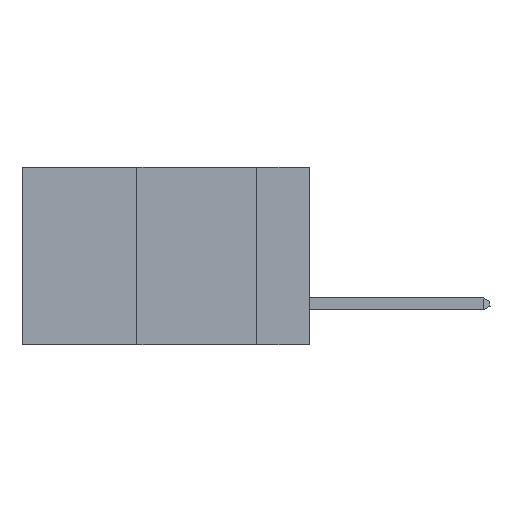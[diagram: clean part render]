
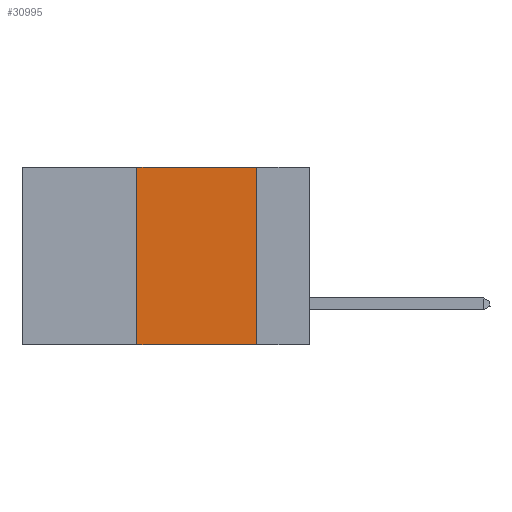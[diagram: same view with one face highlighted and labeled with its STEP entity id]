
A CAD part, left-side view. The second image highlights one B-rep face of the part: STEP entity #30995.
In plain terms, the highlighted planar face has unit normal (-1, 0, 0).
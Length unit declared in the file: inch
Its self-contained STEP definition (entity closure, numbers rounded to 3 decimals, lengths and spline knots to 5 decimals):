
#40 = LINE ( 'NONE', #23516, #8300 ) ;
#954 = FACE_OUTER_BOUND ( 'NONE', #31131, .T. ) ;
#1209 = DIRECTION ( 'NONE',  ( 0., 0., -1. ) ) ;
#2141 = CARTESIAN_POINT ( 'NONE',  ( 0., 0.6, -0.37 ) ) ;
#3267 = EDGE_CURVE ( 'NONE', #7835, #31249, #17883, .T. ) ;
#3334 = VERTEX_POINT ( 'NONE', #21979 ) ;
#3790 = DIRECTION ( 'NONE',  ( 0., 0., 1. ) ) ;
#7111 = DIRECTION ( 'NONE',  ( 0., 0., -1. ) ) ;
#7835 = VERTEX_POINT ( 'NONE', #15950 ) ;
#8300 = VECTOR ( 'NONE', #34238, 39.37008 ) ;
#9420 = LINE ( 'NONE', #2141, #18105 ) ;
#11457 = ORIENTED_EDGE ( 'NONE', *, *, #3267, .F. ) ;
#12304 = ORIENTED_EDGE ( 'NONE', *, *, #27534, .F. ) ;
#12974 = DIRECTION ( 'NONE',  ( 0., -1., 0. ) ) ;
#13217 = CARTESIAN_POINT ( 'NONE',  ( 0., 0.36, 0. ) ) ;
#14068 = ORIENTED_EDGE ( 'NONE', *, *, #28771, .T. ) ;
#14849 = VECTOR ( 'NONE', #3790, 39.37008 ) ;
#15950 = CARTESIAN_POINT ( 'NONE',  ( 0., 0.36, -0.37 ) ) ;
#16153 = VERTEX_POINT ( 'NONE', #21256 ) ;
#16805 = CARTESIAN_POINT ( 'NONE',  ( 0., 0.36, 0. ) ) ;
#17457 = CARTESIAN_POINT ( 'NONE',  ( 0., 0.6, 0. ) ) ;
#17883 = LINE ( 'NONE', #16805, #14849 ) ;
#18105 = VECTOR ( 'NONE', #12974, 39.37008 ) ;
#20481 = PLANE ( 'NONE',  #25342 ) ;
#21241 = LINE ( 'NONE', #34364, #22095 ) ;
#21256 = CARTESIAN_POINT ( 'NONE',  ( 0., 0.11, -0.37 ) ) ;
#21979 = CARTESIAN_POINT ( 'NONE',  ( 0., 0.11, 0. ) ) ;
#22095 = VECTOR ( 'NONE', #7111, 39.37008 ) ;
#23516 = CARTESIAN_POINT ( 'NONE',  ( 0., 0.6, 0. ) ) ;
#25342 = AXIS2_PLACEMENT_3D ( 'NONE', #17457, #31450, #1209 ) ;
#27534 = EDGE_CURVE ( 'NONE', #3334, #16153, #21241, .T. ) ;
#28771 = EDGE_CURVE ( 'NONE', #7835, #16153, #9420, .T. ) ;
#30995 = ADVANCED_FACE ( 'NONE', ( #954 ), #20481, .F. ) ;
#31131 = EDGE_LOOP ( 'NONE', ( #12304, #35495, #11457, #14068 ) ) ;
#31249 = VERTEX_POINT ( 'NONE', #13217 ) ;
#31450 = DIRECTION ( 'NONE',  ( 1., 0., 0. ) ) ;
#32711 = EDGE_CURVE ( 'NONE', #31249, #3334, #40, .T. ) ;
#34238 = DIRECTION ( 'NONE',  ( 0., -1., 0. ) ) ;
#34364 = CARTESIAN_POINT ( 'NONE',  ( 0., 0.11, 0. ) ) ;
#35495 = ORIENTED_EDGE ( 'NONE', *, *, #32711, .F. ) ;
